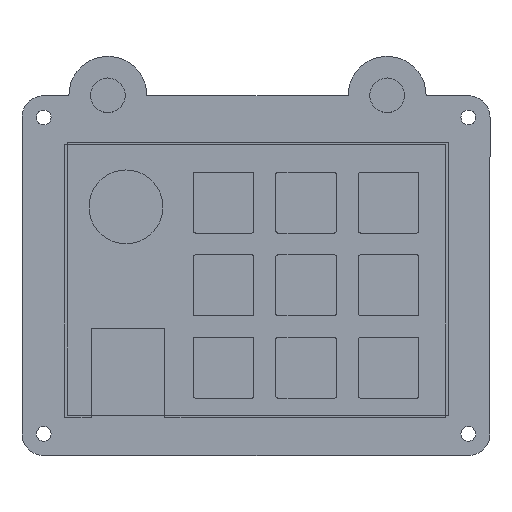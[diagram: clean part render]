
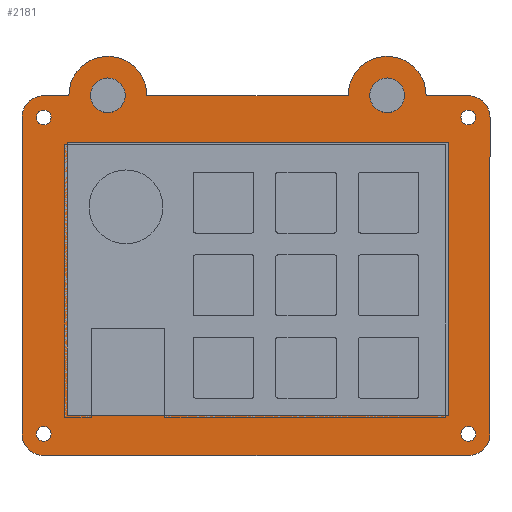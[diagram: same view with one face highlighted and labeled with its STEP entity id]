
A CAD part, top view. The second image highlights one B-rep face of the part: STEP entity #2181.
In plain terms, the highlighted planar face has unit normal (0, 0, 1).
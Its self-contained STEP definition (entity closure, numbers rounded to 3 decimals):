
#42=FACE_BOUND('',#267,.T.);
#43=FACE_BOUND('',#268,.T.);
#44=FACE_BOUND('',#269,.T.);
#45=FACE_BOUND('',#270,.T.);
#46=FACE_BOUND('',#271,.T.);
#73=PLANE('',#2342);
#142=FACE_OUTER_BOUND('',#266,.T.);
#266=EDGE_LOOP('',(#1510,#1511,#1512,#1513,#1514,#1515,#1516,#1517,#1518,
#1519,#1520,#1521));
#267=EDGE_LOOP('',(#1522));
#268=EDGE_LOOP('',(#1523));
#269=EDGE_LOOP('',(#1524,#1525,#1526,#1527));
#270=EDGE_LOOP('',(#1528));
#271=EDGE_LOOP('',(#1529));
#411=CIRCLE('',#2327,9.);
#422=CIRCLE('',#2341,9.);
#423=CIRCLE('',#2343,5.);
#424=CIRCLE('',#2344,5.);
#425=CIRCLE('',#2345,5.);
#426=CIRCLE('',#2346,5.);
#427=CIRCLE('',#2347,1.7);
#428=CIRCLE('',#2348,1.7);
#429=CIRCLE('',#2349,1.7);
#430=CIRCLE('',#2350,1.7);
#525=LINE('',#3278,#740);
#529=LINE('',#3287,#744);
#530=LINE('',#3289,#745);
#531=LINE('',#3293,#746);
#532=LINE('',#3297,#747);
#533=LINE('',#3301,#748);
#534=LINE('',#3309,#749);
#535=LINE('',#3311,#750);
#536=LINE('',#3313,#751);
#537=LINE('',#3314,#752);
#740=VECTOR('',#2596,10.);
#744=VECTOR('',#2606,10.);
#745=VECTOR('',#2607,10.);
#746=VECTOR('',#2610,10.);
#747=VECTOR('',#2613,10.);
#748=VECTOR('',#2616,10.);
#749=VECTOR('',#2623,10.);
#750=VECTOR('',#2624,10.);
#751=VECTOR('',#2625,10.);
#752=VECTOR('',#2626,10.);
#947=VERTEX_POINT('',#3238);
#949=VERTEX_POINT('',#3241);
#965=VERTEX_POINT('',#3277);
#966=VERTEX_POINT('',#3281);
#967=VERTEX_POINT('',#3283);
#968=VERTEX_POINT('',#3288);
#969=VERTEX_POINT('',#3290);
#970=VERTEX_POINT('',#3292);
#971=VERTEX_POINT('',#3294);
#972=VERTEX_POINT('',#3296);
#973=VERTEX_POINT('',#3298);
#974=VERTEX_POINT('',#3300);
#975=VERTEX_POINT('',#3303);
#976=VERTEX_POINT('',#3305);
#977=VERTEX_POINT('',#3307);
#978=VERTEX_POINT('',#3308);
#979=VERTEX_POINT('',#3310);
#980=VERTEX_POINT('',#3312);
#981=VERTEX_POINT('',#3315);
#982=VERTEX_POINT('',#3317);
#1162=EDGE_CURVE('',#949,#947,#411,.T.);
#1180=EDGE_CURVE('',#965,#949,#525,.T.);
#1184=EDGE_CURVE('',#966,#967,#422,.T.);
#1185=EDGE_CURVE('',#947,#966,#529,.T.);
#1186=EDGE_CURVE('',#967,#968,#530,.T.);
#1187=EDGE_CURVE('',#969,#968,#423,.T.);
#1188=EDGE_CURVE('',#969,#970,#531,.T.);
#1189=EDGE_CURVE('',#971,#970,#424,.T.);
#1190=EDGE_CURVE('',#971,#972,#532,.T.);
#1191=EDGE_CURVE('',#973,#972,#425,.T.);
#1192=EDGE_CURVE('',#973,#974,#533,.T.);
#1193=EDGE_CURVE('',#965,#974,#426,.T.);
#1194=EDGE_CURVE('',#975,#975,#427,.T.);
#1195=EDGE_CURVE('',#976,#976,#428,.T.);
#1196=EDGE_CURVE('',#977,#978,#534,.T.);
#1197=EDGE_CURVE('',#978,#979,#535,.T.);
#1198=EDGE_CURVE('',#979,#980,#536,.T.);
#1199=EDGE_CURVE('',#980,#977,#537,.T.);
#1200=EDGE_CURVE('',#981,#981,#429,.T.);
#1201=EDGE_CURVE('',#982,#982,#430,.T.);
#1510=ORIENTED_EDGE('',*,*,#1185,.T.);
#1511=ORIENTED_EDGE('',*,*,#1184,.T.);
#1512=ORIENTED_EDGE('',*,*,#1186,.T.);
#1513=ORIENTED_EDGE('',*,*,#1187,.F.);
#1514=ORIENTED_EDGE('',*,*,#1188,.T.);
#1515=ORIENTED_EDGE('',*,*,#1189,.F.);
#1516=ORIENTED_EDGE('',*,*,#1190,.T.);
#1517=ORIENTED_EDGE('',*,*,#1191,.F.);
#1518=ORIENTED_EDGE('',*,*,#1192,.T.);
#1519=ORIENTED_EDGE('',*,*,#1193,.F.);
#1520=ORIENTED_EDGE('',*,*,#1180,.T.);
#1521=ORIENTED_EDGE('',*,*,#1162,.T.);
#1522=ORIENTED_EDGE('',*,*,#1194,.T.);
#1523=ORIENTED_EDGE('',*,*,#1195,.T.);
#1524=ORIENTED_EDGE('',*,*,#1196,.T.);
#1525=ORIENTED_EDGE('',*,*,#1197,.T.);
#1526=ORIENTED_EDGE('',*,*,#1198,.T.);
#1527=ORIENTED_EDGE('',*,*,#1199,.T.);
#1528=ORIENTED_EDGE('',*,*,#1200,.T.);
#1529=ORIENTED_EDGE('',*,*,#1201,.T.);
#2181=ADVANCED_FACE('',(#142,#42,#43,#44,#45,#46),#73,.T.);
#2327=AXIS2_PLACEMENT_3D('',#3242,#2563,#2564);
#2341=AXIS2_PLACEMENT_3D('',#3285,#2602,#2603);
#2342=AXIS2_PLACEMENT_3D('',#3286,#2604,#2605);
#2343=AXIS2_PLACEMENT_3D('',#3291,#2608,#2609);
#2344=AXIS2_PLACEMENT_3D('',#3295,#2611,#2612);
#2345=AXIS2_PLACEMENT_3D('',#3299,#2614,#2615);
#2346=AXIS2_PLACEMENT_3D('',#3302,#2617,#2618);
#2347=AXIS2_PLACEMENT_3D('',#3304,#2619,#2620);
#2348=AXIS2_PLACEMENT_3D('',#3306,#2621,#2622);
#2349=AXIS2_PLACEMENT_3D('',#3316,#2627,#2628);
#2350=AXIS2_PLACEMENT_3D('',#3318,#2629,#2630);
#2563=DIRECTION('center_axis',(0.,0.,1.));
#2564=DIRECTION('ref_axis',(1.,0.,0.));
#2596=DIRECTION('',(-1.,0.,0.));
#2602=DIRECTION('center_axis',(0.,0.,1.));
#2603=DIRECTION('ref_axis',(1.,0.,0.));
#2604=DIRECTION('center_axis',(0.,0.,1.));
#2605=DIRECTION('ref_axis',(1.,0.,0.));
#2606=DIRECTION('',(-1.,0.,0.));
#2607=DIRECTION('',(-1.,0.,0.));
#2608=DIRECTION('center_axis',(0.,0.,-1.));
#2609=DIRECTION('ref_axis',(-0.707,0.707,0.));
#2610=DIRECTION('',(0.,-1.,0.));
#2611=DIRECTION('center_axis',(0.,0.,-1.));
#2612=DIRECTION('ref_axis',(-0.707,-0.707,0.));
#2613=DIRECTION('',(1.,0.,0.));
#2614=DIRECTION('center_axis',(0.,0.,-1.));
#2615=DIRECTION('ref_axis',(0.707,-0.707,0.));
#2616=DIRECTION('',(0.,1.,0.));
#2617=DIRECTION('center_axis',(0.,0.,-1.));
#2618=DIRECTION('ref_axis',(0.707,0.707,0.));
#2619=DIRECTION('center_axis',(0.,0.,-1.));
#2620=DIRECTION('ref_axis',(1.,0.,0.));
#2621=DIRECTION('center_axis',(0.,0.,-1.));
#2622=DIRECTION('ref_axis',(1.,0.,0.));
#2623=DIRECTION('',(-1.,0.,0.));
#2624=DIRECTION('',(0.,1.,0.));
#2625=DIRECTION('',(1.,0.,0.));
#2626=DIRECTION('',(0.,-1.,0.));
#2627=DIRECTION('center_axis',(0.,0.,-1.));
#2628=DIRECTION('ref_axis',(1.,0.,0.));
#2629=DIRECTION('center_axis',(0.,0.,-1.));
#2630=DIRECTION('ref_axis',(1.,0.,0.));
#3238=CARTESIAN_POINT('',(11.273,51.647,13.));
#3241=CARTESIAN_POINT('',(29.271,51.647,13.));
#3242=CARTESIAN_POINT('Origin',(20.272,51.75,13.));
#3277=CARTESIAN_POINT('',(39.012,51.647,13.));
#3278=CARTESIAN_POINT('',(-63.988,51.647,13.));
#3281=CARTESIAN_POINT('',(-35.178,51.647,13.));
#3283=CARTESIAN_POINT('',(-53.177,51.647,13.));
#3285=CARTESIAN_POINT('Origin',(-44.178,51.75,13.));
#3286=CARTESIAN_POINT('Origin',(-58.988,-26.353,13.));
#3287=CARTESIAN_POINT('',(-63.988,51.647,13.));
#3288=CARTESIAN_POINT('',(-58.988,51.647,13.));
#3289=CARTESIAN_POINT('',(-63.988,51.647,13.));
#3290=CARTESIAN_POINT('',(-63.988,46.647,13.));
#3291=CARTESIAN_POINT('Origin',(-58.988,46.647,13.));
#3292=CARTESIAN_POINT('',(-63.988,-26.353,13.));
#3293=CARTESIAN_POINT('',(-63.988,-31.353,13.));
#3294=CARTESIAN_POINT('',(-58.988,-31.353,13.));
#3295=CARTESIAN_POINT('Origin',(-58.988,-26.353,13.));
#3296=CARTESIAN_POINT('',(39.012,-31.353,13.));
#3297=CARTESIAN_POINT('',(44.012,-31.353,13.));
#3298=CARTESIAN_POINT('',(44.012,-26.353,13.));
#3299=CARTESIAN_POINT('Origin',(39.012,-26.353,13.));
#3300=CARTESIAN_POINT('',(44.012,46.647,13.));
#3301=CARTESIAN_POINT('',(44.012,51.647,13.));
#3302=CARTESIAN_POINT('Origin',(39.012,46.647,13.));
#3303=CARTESIAN_POINT('',(-60.688,-26.353,13.));
#3304=CARTESIAN_POINT('Origin',(-58.988,-26.353,13.));
#3305=CARTESIAN_POINT('',(37.312,-26.353,13.));
#3306=CARTESIAN_POINT('Origin',(39.012,-26.353,13.));
#3307=CARTESIAN_POINT('',(34.476,-22.078,13.));
#3308=CARTESIAN_POINT('',(-53.524,-22.078,13.));
#3309=CARTESIAN_POINT('',(34.476,-22.078,13.));
#3310=CARTESIAN_POINT('',(-53.524,40.922,13.));
#3311=CARTESIAN_POINT('',(-53.524,-22.078,13.));
#3312=CARTESIAN_POINT('',(34.476,40.922,13.));
#3313=CARTESIAN_POINT('',(-53.524,40.922,13.));
#3314=CARTESIAN_POINT('',(34.476,40.922,13.));
#3315=CARTESIAN_POINT('',(-60.688,46.647,13.));
#3316=CARTESIAN_POINT('Origin',(-58.988,46.647,13.));
#3317=CARTESIAN_POINT('',(37.312,46.647,13.));
#3318=CARTESIAN_POINT('Origin',(39.012,46.647,13.));
